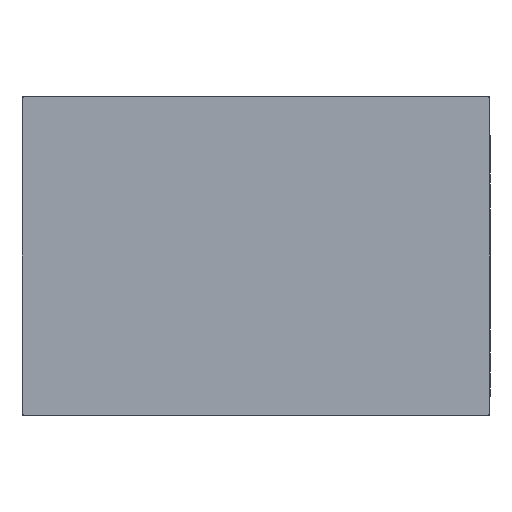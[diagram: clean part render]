
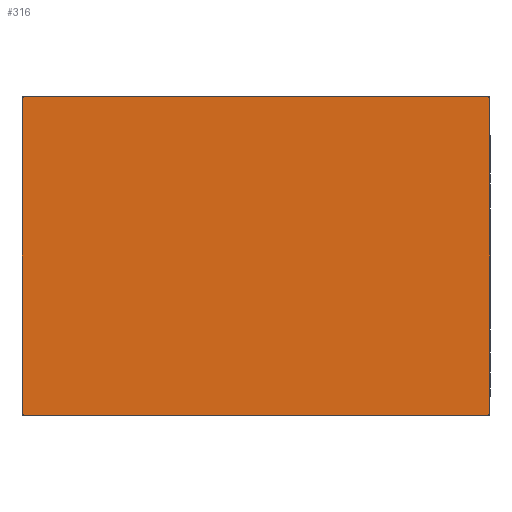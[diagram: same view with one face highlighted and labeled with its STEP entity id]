
A CAD part, front view. The second image highlights one B-rep face of the part: STEP entity #316.
In plain terms, the highlighted planar face has unit normal (0, -1, 0).
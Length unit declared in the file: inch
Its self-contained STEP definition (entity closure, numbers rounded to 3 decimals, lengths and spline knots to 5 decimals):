
#74 = EDGE_CURVE ( 'NONE', #900, #172, #2082, .T. ) ;
#96 = ORIENTED_EDGE ( 'NONE', *, *, #2659, .F. ) ;
#172 = VERTEX_POINT ( 'NONE', #2409 ) ;
#202 = ORIENTED_EDGE ( 'NONE', *, *, #74, .F. ) ;
#267 = CARTESIAN_POINT ( 'NONE',  ( -0.97244, -0.3937, -0.66929 ) ) ;
#316 = ADVANCED_FACE ( 'NONE', ( #1948 ), #1272, .F. ) ;
#366 = LINE ( 'NONE', #871, #1587 ) ;
#374 = ORIENTED_EDGE ( 'NONE', *, *, #3009, .F. ) ;
#600 = DIRECTION ( 'NONE',  ( -1., 0., 0. ) ) ;
#638 = LINE ( 'NONE', #1927, #1781 ) ;
#651 = CARTESIAN_POINT ( 'NONE',  ( 0.97244, -0.3937, 0.65748 ) ) ;
#686 = CARTESIAN_POINT ( 'NONE',  ( -0.98425, -0.3937, 0.65748 ) ) ;
#715 = CIRCLE ( 'NONE', #1108, 0.01181 ) ;
#791 = CARTESIAN_POINT ( 'NONE',  ( -0.97244, -0.3937, 0.66929 ) ) ;
#860 = CARTESIAN_POINT ( 'NONE',  ( 0.98425, -0.3937, 0. ) ) ;
#871 = CARTESIAN_POINT ( 'NONE',  ( 0., -0.3937, -0.66929 ) ) ;
#900 = VERTEX_POINT ( 'NONE', #267 ) ;
#903 = DIRECTION ( 'NONE',  ( 0., 0., -1. ) ) ;
#1108 = AXIS2_PLACEMENT_3D ( 'NONE', #1299, #2979, #1540 ) ;
#1231 = CARTESIAN_POINT ( 'NONE',  ( 0., -0.3937, 0. ) ) ;
#1236 = DIRECTION ( 'NONE',  ( 0., 0., 1. ) ) ;
#1248 = DIRECTION ( 'NONE',  ( 0., 1., 0. ) ) ;
#1272 = PLANE ( 'NONE',  #2994 ) ;
#1280 = EDGE_CURVE ( 'NONE', #172, #2264, #638, .T. ) ;
#1294 = AXIS2_PLACEMENT_3D ( 'NONE', #1353, #3029, #1601 ) ;
#1299 = CARTESIAN_POINT ( 'NONE',  ( 0.97244, -0.3937, -0.65748 ) ) ;
#1326 = CARTESIAN_POINT ( 'NONE',  ( 0.98425, -0.3937, -0.65748 ) ) ;
#1338 = ORIENTED_EDGE ( 'NONE', *, *, #3101, .F. ) ;
#1353 = CARTESIAN_POINT ( 'NONE',  ( -0.97244, -0.3937, 0.65748 ) ) ;
#1390 = VECTOR ( 'NONE', #3068, 39.37008 ) ;
#1496 = CARTESIAN_POINT ( 'NONE',  ( 0.98425, -0.3937, 0.65748 ) ) ;
#1525 = CARTESIAN_POINT ( 'NONE',  ( 0.97244, -0.3937, -0.66929 ) ) ;
#1540 = DIRECTION ( 'NONE',  ( 0., 0., -1. ) ) ;
#1586 = VERTEX_POINT ( 'NONE', #1525 ) ;
#1587 = VECTOR ( 'NONE', #600, 39.37008 ) ;
#1601 = DIRECTION ( 'NONE',  ( 0., 0., -1. ) ) ;
#1646 = CARTESIAN_POINT ( 'NONE',  ( 0., -0.3937, 0.66929 ) ) ;
#1757 = VERTEX_POINT ( 'NONE', #1326 ) ;
#1781 = VECTOR ( 'NONE', #1903, 39.37008 ) ;
#1789 = AXIS2_PLACEMENT_3D ( 'NONE', #651, #2367, #903 ) ;
#1821 = CIRCLE ( 'NONE', #1294, 0.01181 ) ;
#1848 = EDGE_CURVE ( 'NONE', #1586, #900, #366, .T. ) ;
#1855 = VERTEX_POINT ( 'NONE', #791 ) ;
#1895 = VECTOR ( 'NONE', #2327, 39.37008 ) ;
#1903 = DIRECTION ( 'NONE',  ( 0., 0., 1. ) ) ;
#1927 = CARTESIAN_POINT ( 'NONE',  ( -0.98425, -0.3937, 0. ) ) ;
#1947 = EDGE_CURVE ( 'NONE', #1757, #1586, #715, .T. ) ;
#1948 = FACE_OUTER_BOUND ( 'NONE', #2905, .T. ) ;
#2082 = CIRCLE ( 'NONE', #2133, 0.01181 ) ;
#2133 = AXIS2_PLACEMENT_3D ( 'NONE', #2731, #2712, #2683 ) ;
#2244 = ORIENTED_EDGE ( 'NONE', *, *, #1848, .F. ) ;
#2264 = VERTEX_POINT ( 'NONE', #686 ) ;
#2327 = DIRECTION ( 'NONE',  ( 0., 0., -1. ) ) ;
#2367 = DIRECTION ( 'NONE',  ( 0., 1., 0. ) ) ;
#2409 = CARTESIAN_POINT ( 'NONE',  ( -0.98425, -0.3937, -0.65748 ) ) ;
#2475 = CARTESIAN_POINT ( 'NONE',  ( 0.97244, -0.3937, 0.66929 ) ) ;
#2505 = ORIENTED_EDGE ( 'NONE', *, *, #1280, .F. ) ;
#2528 = VERTEX_POINT ( 'NONE', #1496 ) ;
#2561 = LINE ( 'NONE', #860, #1895 ) ;
#2659 = EDGE_CURVE ( 'NONE', #1855, #2812, #2692, .T. ) ;
#2683 = DIRECTION ( 'NONE',  ( 0., 0., -1. ) ) ;
#2692 = LINE ( 'NONE', #1646, #1390 ) ;
#2712 = DIRECTION ( 'NONE',  ( 0., 1., 0. ) ) ;
#2731 = CARTESIAN_POINT ( 'NONE',  ( -0.97244, -0.3937, -0.65748 ) ) ;
#2812 = VERTEX_POINT ( 'NONE', #2475 ) ;
#2905 = EDGE_LOOP ( 'NONE', ( #202, #2244, #3012, #374, #1338, #96, #3081, #2505 ) ) ;
#2979 = DIRECTION ( 'NONE',  ( 0., 1., 0. ) ) ;
#2994 = AXIS2_PLACEMENT_3D ( 'NONE', #1231, #1248, #1236 ) ;
#3002 = CIRCLE ( 'NONE', #1789, 0.01181 ) ;
#3009 = EDGE_CURVE ( 'NONE', #2528, #1757, #2561, .T. ) ;
#3012 = ORIENTED_EDGE ( 'NONE', *, *, #1947, .F. ) ;
#3029 = DIRECTION ( 'NONE',  ( 0., 1., 0. ) ) ;
#3067 = EDGE_CURVE ( 'NONE', #2264, #1855, #1821, .T. ) ;
#3068 = DIRECTION ( 'NONE',  ( 1., 0., 0. ) ) ;
#3081 = ORIENTED_EDGE ( 'NONE', *, *, #3067, .F. ) ;
#3101 = EDGE_CURVE ( 'NONE', #2812, #2528, #3002, .T. ) ;
